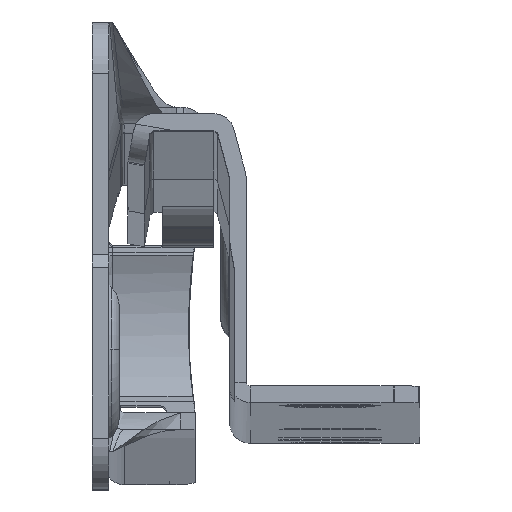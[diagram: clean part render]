
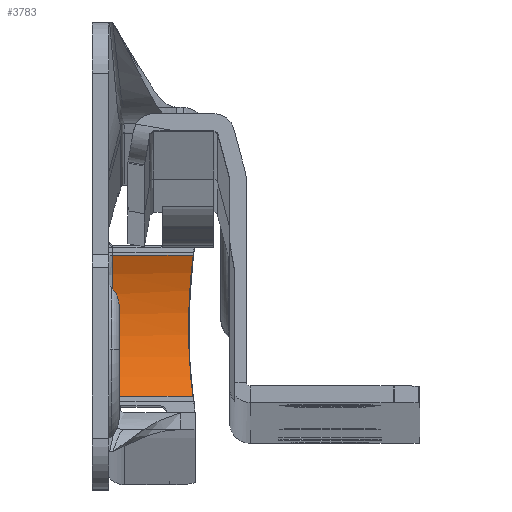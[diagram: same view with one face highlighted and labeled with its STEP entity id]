
A CAD part, top view. The second image highlights one B-rep face of the part: STEP entity #3783.
In plain terms, the highlighted cylindrical face has radius 11 mm (diameter 22 mm), a partial arc.
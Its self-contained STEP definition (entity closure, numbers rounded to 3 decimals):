
#93 = CARTESIAN_POINT ( 'NONE',  ( 0.3, -2.904, -448.701 ) ) ;
#290 = CARTESIAN_POINT ( 'NONE',  ( 6.7, -9.239, -446.693 ) ) ;
#307 = CARTESIAN_POINT ( 'NONE',  ( 6.557, -9.239, -446.693 ) ) ;
#674 = CARTESIAN_POINT ( 'NONE',  ( 6.7, -2.904, -437.701 ) ) ;
#1196 = ORIENTED_EDGE ( 'NONE', *, *, #2008, .T. ) ;
#2008 = EDGE_CURVE ( 'NONE', #3558, #5984, #9263, .T. ) ;
#3558 = VERTEX_POINT ( 'NONE', #15236 ) ;
#3783 = ADVANCED_FACE ( 'NONE', ( #16574 ), #18948, .F. ) ;
#4316 = EDGE_LOOP ( 'NONE', ( #26895, #1196, #16022, #24339, #13012 ) ) ;
#4655 = CARTESIAN_POINT ( 'NONE',  ( 6.7, 1.716, -447.683 ) ) ;
#4928 = CARTESIAN_POINT ( 'NONE',  ( 6.208, -4.849, -448.538 ) ) ;
#5348 = CIRCLE ( 'NONE', #21974, 11. ) ;
#5363 = CARTESIAN_POINT ( 'NONE',  ( 6.2, -4.376, -448.612 ) ) ;
#5984 = VERTEX_POINT ( 'NONE', #93 ) ;
#8661 = DIRECTION ( 'NONE',  ( 0., 0., -1. ) ) ;
#9263 = CIRCLE ( 'NONE', #25418, 11. ) ;
#9392 = CARTESIAN_POINT ( 'NONE',  ( 6.503, 1.278, -447.886 ) ) ;
#10596 = CARTESIAN_POINT ( 'NONE',  ( 6.557, -9.239, -446.693 ) ) ;
#10653 = B_SPLINE_CURVE_WITH_KNOTS ( 'NONE', 3,
 ( #307, #18439, #16801, #25443, #11767, #4928, #5363, #14290, #27820, #18592, #27971, #23377, #27538, #18737, #9392, #20844 ),
 .UNSPECIFIED., .F., .F.,
 ( 4, 2, 2, 2, 2, 2, 2, 4 ),
 ( 0., 0.003, 0.004, 0.006, 0.007, 0.009, 0.01, 0.011 ),
 .UNSPECIFIED. ) ;
#11178 = DIRECTION ( 'NONE',  ( -1., 0., 0. ) ) ;
#11638 = LINE ( 'NONE', #4655, #12650 ) ;
#11767 = CARTESIAN_POINT ( 'NONE',  ( 6.24, -5.787, -448.327 ) ) ;
#12650 = VECTOR ( 'NONE', #13711, 1000. ) ;
#12656 = VECTOR ( 'NONE', #27519, 1000. ) ;
#12823 = EDGE_CURVE ( 'NONE', #5984, #21095, #5348, .T. ) ;
#13012 = ORIENTED_EDGE ( 'NONE', *, *, #17038, .T. ) ;
#13711 = DIRECTION ( 'NONE',  ( -1., 0., 0. ) ) ;
#14039 = DIRECTION ( 'NONE',  ( 0., 0., 1. ) ) ;
#14290 = CARTESIAN_POINT ( 'NONE',  ( 6.2, -3.422, -448.699 ) ) ;
#15236 = CARTESIAN_POINT ( 'NONE',  ( 0.3, 1.716, -447.683 ) ) ;
#15342 = DIRECTION ( 'NONE',  ( -1., 0., 0. ) ) ;
#16022 = ORIENTED_EDGE ( 'NONE', *, *, #12823, .T. ) ;
#16574 = FACE_OUTER_BOUND ( 'NONE', #4316, .T. ) ;
#16801 = CARTESIAN_POINT ( 'NONE',  ( 6.359, -7.606, -447.691 ) ) ;
#17038 = EDGE_CURVE ( 'NONE', #28570, #18725, #10653, .T. ) ;
#17724 = DIRECTION ( 'NONE',  ( 0., 0., -1. ) ) ;
#18164 = CARTESIAN_POINT ( 'NONE',  ( 0.3, -2.904, -437.701 ) ) ;
#18439 = CARTESIAN_POINT ( 'NONE',  ( 6.448, -8.451, -447.249 ) ) ;
#18592 = CARTESIAN_POINT ( 'NONE',  ( 6.24, -1.973, -448.672 ) ) ;
#18725 = VERTEX_POINT ( 'NONE', #27391 ) ;
#18737 = CARTESIAN_POINT ( 'NONE',  ( 6.453, 0.827, -448.06 ) ) ;
#18948 = CYLINDRICAL_SURFACE ( 'NONE', #26472, 11. ) ;
#20518 = LINE ( 'NONE', #290, #12656 ) ;
#20844 = CARTESIAN_POINT ( 'NONE',  ( 6.557, 1.716, -447.683 ) ) ;
#21095 = VERTEX_POINT ( 'NONE', #26675 ) ;
#21974 = AXIS2_PLACEMENT_3D ( 'NONE', #18164, #11178, #8661 ) ;
#23377 = CARTESIAN_POINT ( 'NONE',  ( 6.327, -0.552, -448.457 ) ) ;
#24339 = ORIENTED_EDGE ( 'NONE', *, *, #26400, .F. ) ;
#25418 = AXIS2_PLACEMENT_3D ( 'NONE', #26789, #15342, #17724 ) ;
#25443 = CARTESIAN_POINT ( 'NONE',  ( 6.265, -6.255, -448.189 ) ) ;
#26400 = EDGE_CURVE ( 'NONE', #28570, #21095, #20518, .T. ) ;
#26472 = AXIS2_PLACEMENT_3D ( 'NONE', #674, #27877, #14039 ) ;
#26675 = CARTESIAN_POINT ( 'NONE',  ( 0.3, -9.239, -446.693 ) ) ;
#26789 = CARTESIAN_POINT ( 'NONE',  ( 0.3, -2.904, -437.701 ) ) ;
#26895 = ORIENTED_EDGE ( 'NONE', *, *, #26929, .T. ) ;
#26929 = EDGE_CURVE ( 'NONE', #18725, #3558, #11638, .T. ) ;
#27391 = CARTESIAN_POINT ( 'NONE',  ( 6.557, 1.716, -447.683 ) ) ;
#27519 = DIRECTION ( 'NONE',  ( -1., 0., 0. ) ) ;
#27538 = CARTESIAN_POINT ( 'NONE',  ( 6.365, -0.088, -448.345 ) ) ;
#27820 = CARTESIAN_POINT ( 'NONE',  ( 6.208, -2.942, -448.711 ) ) ;
#27877 = DIRECTION ( 'NONE',  ( -1., 0., 0. ) ) ;
#27971 = CARTESIAN_POINT ( 'NONE',  ( 6.265, -1.494, -448.62 ) ) ;
#28570 = VERTEX_POINT ( 'NONE', #10596 ) ;
